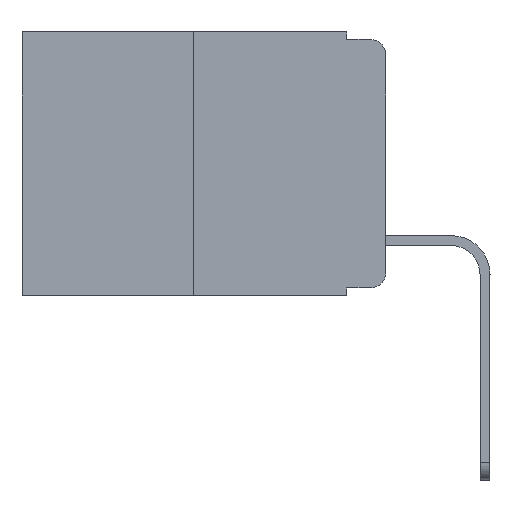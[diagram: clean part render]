
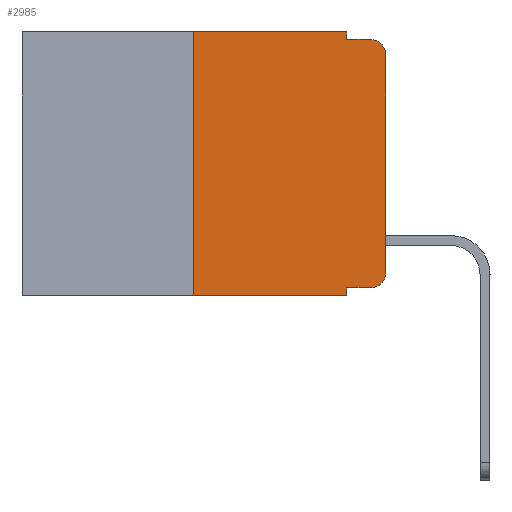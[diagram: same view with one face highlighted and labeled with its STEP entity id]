
A CAD part, left-side view. The second image highlights one B-rep face of the part: STEP entity #2985.
In plain terms, the highlighted planar face has unit normal (-1, 0, 0).
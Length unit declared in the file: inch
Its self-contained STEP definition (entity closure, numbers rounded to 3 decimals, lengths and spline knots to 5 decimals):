
#358 = CARTESIAN_POINT ( 'NONE',  ( 0., 0.25, 0. ) ) ;
#506 = EDGE_CURVE ( 'NONE', #5847, #4380, #5593, .T. ) ;
#1125 = CARTESIAN_POINT ( 'NONE',  ( 0., 0.473, 0. ) ) ;
#1315 = DIRECTION ( 'NONE',  ( -1., 0., 0. ) ) ;
#1445 = LINE ( 'NONE', #6803, #5450 ) ;
#1610 = LINE ( 'NONE', #6526, #6836 ) ;
#2264 = AXIS2_PLACEMENT_3D ( 'NONE', #10204, #1315, #16593 ) ;
#2946 = CARTESIAN_POINT ( 'NONE',  ( 0., 0.051, 0. ) ) ;
#2985 = ADVANCED_FACE ( 'NONE', ( #14296 ), #8270, .F. ) ;
#3132 = VECTOR ( 'NONE', #6169, 39.37008 ) ;
#3171 = LINE ( 'NONE', #6744, #16112 ) ;
#3362 = EDGE_CURVE ( 'NONE', #9968, #11343, #15295, .T. ) ;
#3594 = VERTEX_POINT ( 'NONE', #358 ) ;
#4223 = DIRECTION ( 'NONE',  ( -1., 0., 0. ) ) ;
#4350 = LINE ( 'NONE', #11038, #16301 ) ;
#4380 = VERTEX_POINT ( 'NONE', #5089 ) ;
#4629 = VECTOR ( 'NONE', #13323, 39.37008 ) ;
#4681 = EDGE_CURVE ( 'NONE', #14970, #3594, #3171, .T. ) ;
#4855 = CARTESIAN_POINT ( 'NONE',  ( 0., 0., -0.313 ) ) ;
#4893 = ORIENTED_EDGE ( 'NONE', *, *, #4681, .F. ) ;
#5089 = CARTESIAN_POINT ( 'NONE',  ( 0., 0.051, -0.343 ) ) ;
#5146 = CARTESIAN_POINT ( 'NONE',  ( 0., 0.02, -0.333 ) ) ;
#5306 = EDGE_LOOP ( 'NONE', ( #10125, #16624, #10732, #7271, #8953, #4893, #7356, #6359, #15357, #15743 ) ) ;
#5374 = CARTESIAN_POINT ( 'NONE',  ( 0., 0.051, -0.333 ) ) ;
#5450 = VECTOR ( 'NONE', #8074, 39.37008 ) ;
#5533 = DIRECTION ( 'NONE',  ( 0., 0., -1. ) ) ;
#5593 = LINE ( 'NONE', #9178, #7602 ) ;
#5847 = VERTEX_POINT ( 'NONE', #5374 ) ;
#6169 = DIRECTION ( 'NONE',  ( 0., -1., 0. ) ) ;
#6359 = ORIENTED_EDGE ( 'NONE', *, *, #506, .F. ) ;
#6526 = CARTESIAN_POINT ( 'NONE',  ( 0., 0.473, -0.343 ) ) ;
#6567 = VERTEX_POINT ( 'NONE', #14205 ) ;
#6596 = CARTESIAN_POINT ( 'NONE',  ( 0., 0.473, 0. ) ) ;
#6744 = CARTESIAN_POINT ( 'NONE',  ( 0., 0.25, 0. ) ) ;
#6803 = CARTESIAN_POINT ( 'NONE',  ( 0., 0.051, -0.333 ) ) ;
#6836 = VECTOR ( 'NONE', #9052, 39.37008 ) ;
#7056 = EDGE_CURVE ( 'NONE', #15179, #16669, #12994, .T. ) ;
#7062 = CARTESIAN_POINT ( 'NONE',  ( 0., 0., -0.03 ) ) ;
#7271 = ORIENTED_EDGE ( 'NONE', *, *, #7056, .F. ) ;
#7356 = ORIENTED_EDGE ( 'NONE', *, *, #15996, .T. ) ;
#7602 = VECTOR ( 'NONE', #15924, 39.37008 ) ;
#7780 = VERTEX_POINT ( 'NONE', #7062 ) ;
#8074 = DIRECTION ( 'NONE',  ( 0., -1., 0. ) ) ;
#8075 = AXIS2_PLACEMENT_3D ( 'NONE', #6596, #13438, #8213 ) ;
#8213 = DIRECTION ( 'NONE',  ( 0., 0., -1. ) ) ;
#8270 = PLANE ( 'NONE',  #8075 ) ;
#8953 = ORIENTED_EDGE ( 'NONE', *, *, #13161, .F. ) ;
#9052 = DIRECTION ( 'NONE',  ( 0., -1., 0. ) ) ;
#9178 = CARTESIAN_POINT ( 'NONE',  ( 0., 0.051, 0. ) ) ;
#9317 = CARTESIAN_POINT ( 'NONE',  ( 0., 0.25, -0.343 ) ) ;
#9544 = VECTOR ( 'NONE', #10127, 39.37008 ) ;
#9555 = DIRECTION ( 'NONE',  ( 0., -1., 0. ) ) ;
#9952 = AXIS2_PLACEMENT_3D ( 'NONE', #16003, #4223, #5533 ) ;
#9968 = VERTEX_POINT ( 'NONE', #5146 ) ;
#9986 = LINE ( 'NONE', #1125, #3132 ) ;
#9988 = EDGE_CURVE ( 'NONE', #5847, #9968, #1445, .T. ) ;
#10125 = ORIENTED_EDGE ( 'NONE', *, *, #15712, .T. ) ;
#10127 = DIRECTION ( 'NONE',  ( 0., 0., -1. ) ) ;
#10204 = CARTESIAN_POINT ( 'NONE',  ( 0., 0.02, -0.313 ) ) ;
#10650 = EDGE_CURVE ( 'NONE', #7780, #6567, #14927, .T. ) ;
#10700 = CARTESIAN_POINT ( 'NONE',  ( 0., 0.051, -0.01 ) ) ;
#10732 = ORIENTED_EDGE ( 'NONE', *, *, #11714, .F. ) ;
#11038 = CARTESIAN_POINT ( 'NONE',  ( 0., 0.051, -0.01 ) ) ;
#11343 = VERTEX_POINT ( 'NONE', #4855 ) ;
#11714 = EDGE_CURVE ( 'NONE', #16669, #6567, #4350, .T. ) ;
#12994 = LINE ( 'NONE', #2946, #9544 ) ;
#13161 = EDGE_CURVE ( 'NONE', #3594, #15179, #9986, .T. ) ;
#13323 = DIRECTION ( 'NONE',  ( 0., 0., 1. ) ) ;
#13438 = DIRECTION ( 'NONE',  ( 1., 0., 0. ) ) ;
#13536 = LINE ( 'NONE', #14810, #4629 ) ;
#14205 = CARTESIAN_POINT ( 'NONE',  ( 0., 0.02, -0.01 ) ) ;
#14296 = FACE_OUTER_BOUND ( 'NONE', #5306, .T. ) ;
#14810 = CARTESIAN_POINT ( 'NONE',  ( 0., 0., 0. ) ) ;
#14927 = CIRCLE ( 'NONE', #9952, 0.02 ) ;
#14970 = VERTEX_POINT ( 'NONE', #9317 ) ;
#15179 = VERTEX_POINT ( 'NONE', #15208 ) ;
#15208 = CARTESIAN_POINT ( 'NONE',  ( 0., 0.051, 0. ) ) ;
#15295 = CIRCLE ( 'NONE', #2264, 0.02 ) ;
#15357 = ORIENTED_EDGE ( 'NONE', *, *, #9988, .T. ) ;
#15712 = EDGE_CURVE ( 'NONE', #11343, #7780, #13536, .T. ) ;
#15726 = DIRECTION ( 'NONE',  ( 0., 0., 1. ) ) ;
#15743 = ORIENTED_EDGE ( 'NONE', *, *, #3362, .T. ) ;
#15924 = DIRECTION ( 'NONE',  ( 0., 0., -1. ) ) ;
#15996 = EDGE_CURVE ( 'NONE', #14970, #4380, #1610, .T. ) ;
#16003 = CARTESIAN_POINT ( 'NONE',  ( 0., 0.02, -0.03 ) ) ;
#16112 = VECTOR ( 'NONE', #15726, 39.37008 ) ;
#16301 = VECTOR ( 'NONE', #9555, 39.37008 ) ;
#16593 = DIRECTION ( 'NONE',  ( 0., 0., -1. ) ) ;
#16624 = ORIENTED_EDGE ( 'NONE', *, *, #10650, .T. ) ;
#16669 = VERTEX_POINT ( 'NONE', #10700 ) ;
